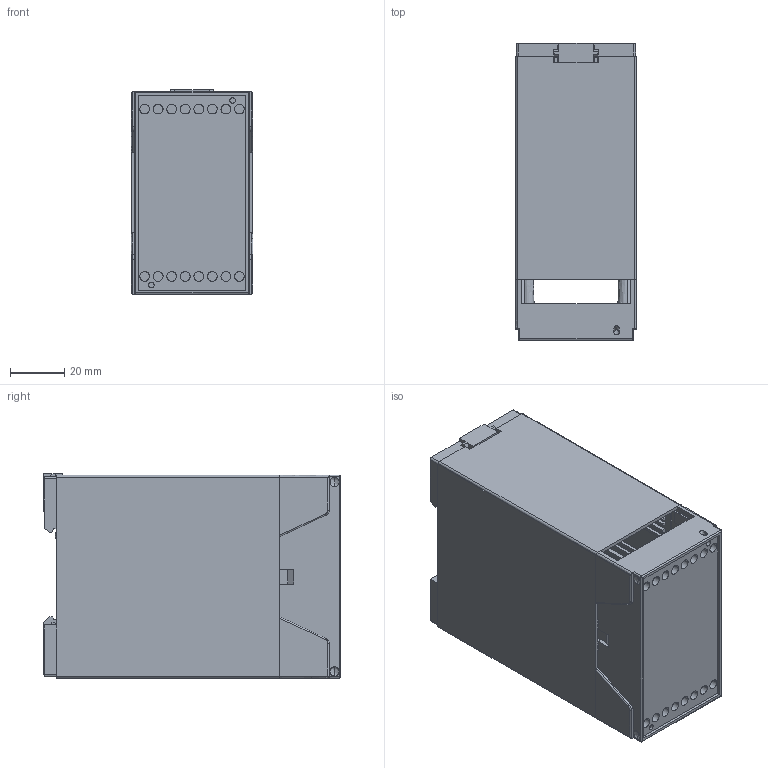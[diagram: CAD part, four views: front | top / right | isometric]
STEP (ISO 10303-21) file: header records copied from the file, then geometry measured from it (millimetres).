
FILE_DESCRIPTION(/* description */ (''),/* implementation_level */ '2;1');
FILE_NAME(/* name */ 'PHOENI~1',/* time_stamp */ '2021-02-03T16:12:14-03:00',/* author */ (''),/* organization */ (''),/* preprocessor_version */ 'ST-DEVELOPER v14',/* originating_system */ '',/* authorisation */ '');
FILE_SCHEMA (('AUTOMOTIVE_DESIGN'));
Length unit declared in the file: millimetre
Products named in the file (1): Document
Bounding box: 45 x 109.7 x 75.55 mm (x, y, z)
Volume: 66024.6 mm3; surface area: 78994.7 mm2
Topology: 3 solids, 3 shells, 957 faces, 2735 edges, 1792 vertices
Faces by surface type: plane 675, bspline 282
Entity records: 32228 total; most frequent: CARTESIAN_POINT 14999, ORIENTED_EDGE 5440, EDGE_CURVE 2720, B_SPLINE_CURVE_WITH_KNOTS 2191, VERTEX_POINT 1792, EDGE_LOOP 1026, ADVANCED_FACE 957, FACE_OUTER_BOUND 957
